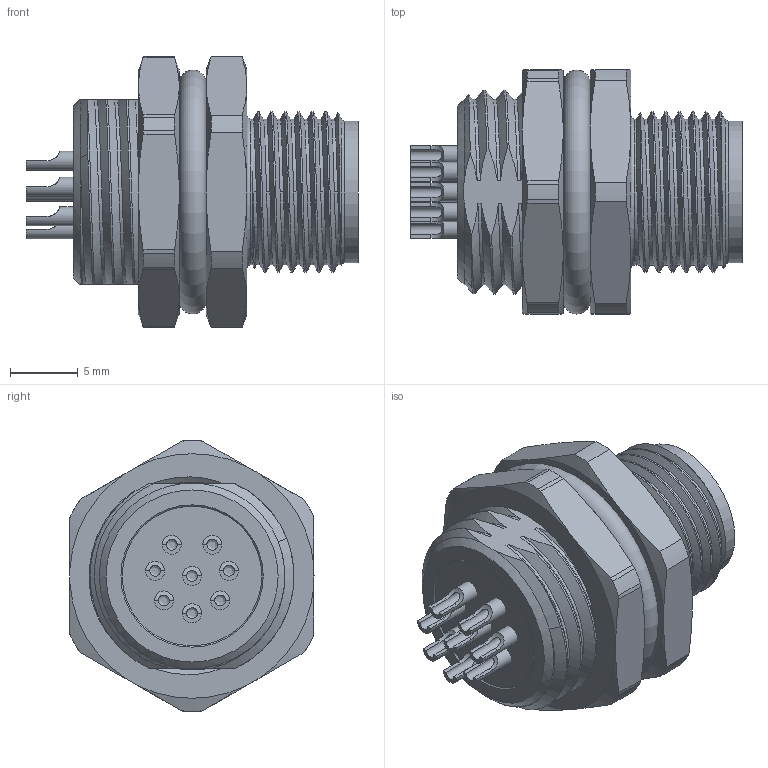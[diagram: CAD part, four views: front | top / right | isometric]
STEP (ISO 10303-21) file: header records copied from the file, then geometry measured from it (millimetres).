
FILE_DESCRIPTION(/* description */ ('Unknown'),/* implementation_level */ '2;1');
FILE_NAME(/* name */ '643050100608',/* time_stamp */ '2021-05-26T17:14:13+02:00',/* author */ ('Unknown'),/* organization */ ('Unknown'),/* preprocessor_version */ 'ST-DEVELOPER v16.7',/* originating_system */ 'Solid Edge',/* authorisation */ 'Unknown');
FILE_SCHEMA (('AUTOMOTIVE_DESIGN {1 0 10303 214 3 1 1}'));
Length unit declared in the file: millimetre
Products named in the file (7): 6430501006xx; 643050100608; 6430501006xx_Shell; 643050100608_Pin; 6430501006xx_Resin; 643xx01004xx_Panel O-Ring; 643xx01006xx_Panel Nut
Assembly tree (13 placements, depth 2):
  6430501006xx
    643050100608
    6430501006xx_Shell
    643050100608_Pin  x8
    6430501006xx_Resin
    643xx01004xx_Panel O-Ring
    643xx01006xx_Panel Nut
Bounding box: 24.5 x 18.01 x 20 mm (x, y, z)
Volume: 3258.9 mm3; surface area: 5564.1 mm2
Topology: 13 solids, 13 shells, 608 faces, 1355 edges, 850 vertices
Faces by surface type: cylinder 220, plane 192, cone 121, torus 49, bspline 26
Full cylindrical faces by diameter (mm): 0.8 x24, 1.1 x8, 1.2 x8, 1.26 x16, 1.3 x24, 1.4 x32, 1.56 x16, 1.6 x8, 8.3 x1, 9.16 x1, 9.2 x1, 9.44 x1, 9.5 x16, 10.45 x1, 10.76 x7
Entity records: 21817 total; most frequent: CARTESIAN_POINT 14165, DIRECTION 1509, ORIENTED_EDGE 1392, EDGE_CURVE 696, AXIS2_PLACEMENT_3D 651, FACE_BOUND 559, EDGE_LOOP 557, VERTEX_POINT 521
